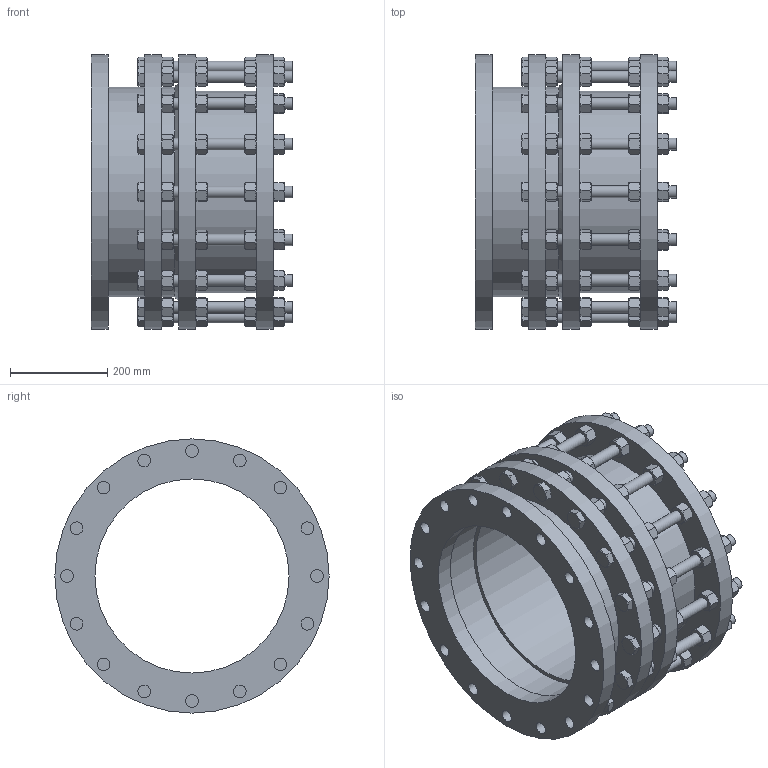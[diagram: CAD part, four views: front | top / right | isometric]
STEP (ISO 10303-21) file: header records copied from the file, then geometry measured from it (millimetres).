
FILE_DESCRIPTION(/* description */ ('MONTERINGSBOX VM 3188 - 150 DN'),/* implementation_level */ '2;1');
FILE_NAME(/* name */ 'MONTERINGSBOX VM 3186 - 400 DN.stp',/* time_stamp */ '2020-02-26T15:02:01+06:00',/* author */ ('rahul_marsute'),/* organization */ (''),/* preprocessor_version */ 'ST-DEVELOPER v18',/* originating_system */ 'Autodesk Inventor 2020',/* authorisation */ '');
FILE_SCHEMA (('AUTOMOTIVE_DESIGN { 1 0 10303 214 3 1 1 }'));
Length unit declared in the file: millimetre
Products named in the file (1): MONTERINGSBOX VM 3186 - 400 DN
Bounding box: 415.44 x 565 x 565 mm (x, y, z)
Volume: 22662963.5 mm3; surface area: 2565268.3 mm2
Topology: 1 solids, 33 shells, 965 faces, 2357 edges, 1578 vertices
Faces by surface type: plane 666, cylinder 154, cone 145
Full cylindrical faces by diameter (mm): 24 x80, 26 x64, 400 x2, 416 x2, 432 x2, 565 x4
Entity records: 27806 total; most frequent: CARTESIAN_POINT 6629, ORIENTED_EDGE 4714, DIRECTION 4043, EDGE_CURVE 2357, AXIS2_PLACEMENT_3D 1584, VERTEX_POINT 1578, EDGE_LOOP 1247, FACE_OUTER_BOUND 965
